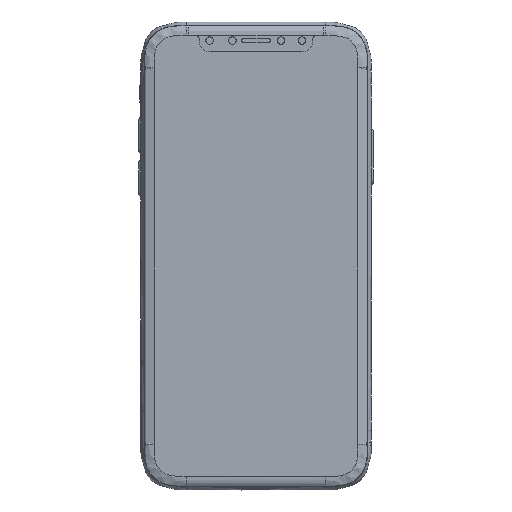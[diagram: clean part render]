
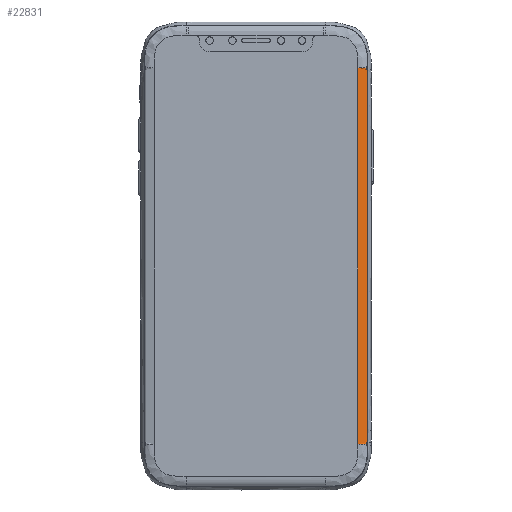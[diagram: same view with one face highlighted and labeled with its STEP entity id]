
A CAD part, top view. The second image highlights one B-rep face of the part: STEP entity #22831.
In plain terms, the highlighted free-form (B-spline) face has degree [3, 1] with [8, 2] control points.
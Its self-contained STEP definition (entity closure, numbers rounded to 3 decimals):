
#462 = VECTOR ( 'NONE', #25024, 1000. ) ;
#533 = CARTESIAN_POINT ( 'NONE',  ( 32.598, 57.704, 3.641 ) ) ;
#890 = DIRECTION ( 'NONE',  ( 0., 1., 0. ) ) ;
#1146 = EDGE_CURVE ( 'NONE', #31613, #27160, #34456, .T. ) ;
#1566 = CARTESIAN_POINT ( 'NONE',  ( 33.842, 57.704, 3.109 ) ) ;
#1798 = CARTESIAN_POINT ( 'NONE',  ( 34.147, 57.704, 2.875 ) ) ;
#1853 = CARTESIAN_POINT ( 'NONE',  ( 34.132, -57.007, 2.888 ) ) ;
#1909 = CARTESIAN_POINT ( 'NONE',  ( 33.681, 57.704, 3.263 ) ) ;
#2968 = ORIENTED_EDGE ( 'NONE', *, *, #35028, .F. ) ;
#3394 = CARTESIAN_POINT ( 'NONE',  ( 33.551, 57.704, 3.288 ) ) ;
#3591 = CARTESIAN_POINT ( 'NONE',  ( 33.737, 57.704, 3.178 ) ) ;
#4402 = VERTEX_POINT ( 'NONE', #17102 ) ;
#4777 = CARTESIAN_POINT ( 'NONE',  ( 32.702, 57.704, 3.703 ) ) ;
#5406 = CARTESIAN_POINT ( 'NONE',  ( 34.014, 57.007, 2.987 ) ) ;
#5807 = CARTESIAN_POINT ( 'NONE',  ( 32.604, -57.704, 3.64 ) ) ;
#6427 = FACE_OUTER_BOUND ( 'NONE', #18086, .T. ) ;
#6441 = CARTESIAN_POINT ( 'NONE',  ( 33.79, 57.704, 3.144 ) ) ;
#6755 = VERTEX_POINT ( 'NONE', #20798 ) ;
#7136 = LINE ( 'NONE', #13713, #462 ) ;
#7492 = CARTESIAN_POINT ( 'NONE',  ( 34.132, -57.007, 2.888 ) ) ;
#7600 = CARTESIAN_POINT ( 'NONE',  ( 31.684, 57.704, 3.72 ) ) ;
#8267 = CARTESIAN_POINT ( 'NONE',  ( 33.842, 57.007, 3.109 ) ) ;
#8351 = EDGE_CURVE ( 'NONE', #34598, #19173, #19587, .T. ) ;
#8668 = CARTESIAN_POINT ( 'NONE',  ( 31.446, -57.704, 3.72 ) ) ;
#8774 = EDGE_CURVE ( 'NONE', #27160, #33284, #19523, .T. ) ;
#8958 = CARTESIAN_POINT ( 'NONE',  ( 31.897, 57.704, 3.719 ) ) ;
#9121 = CARTESIAN_POINT ( 'NONE',  ( 33.842, -57.472, 3.109 ) ) ;
#9713 = CARTESIAN_POINT ( 'NONE',  ( 33.842, -57.704, 3.109 ) ) ;
#9997 = CARTESIAN_POINT ( 'NONE',  ( 33.842, 57.239, 3.109 ) ) ;
#10133 = EDGE_CURVE ( 'NONE', #19173, #6755, #26173, .T. ) ;
#10466 = CARTESIAN_POINT ( 'NONE',  ( 31.216, 57.704, 3.72 ) ) ;
#11959 = CARTESIAN_POINT ( 'NONE',  ( 33.842, -57.704, 3.109 ) ) ;
#12757 = CARTESIAN_POINT ( 'NONE',  ( 33.842, -57.007, 3.109 ) ) ;
#13176 = CARTESIAN_POINT ( 'NONE',  ( 34.142, -57.704, 2.88 ) ) ;
#13215 = CARTESIAN_POINT ( 'NONE',  ( 34.108, 57.007, 2.909 ) ) ;
#13222 = ORIENTED_EDGE ( 'NONE', *, *, #10133, .F. ) ;
#13286 = CARTESIAN_POINT ( 'NONE',  ( 31.21, 57.704, 3.72 ) ) ;
#13713 = CARTESIAN_POINT ( 'NONE',  ( 34.132, 0., 2.888 ) ) ;
#14101 = CARTESIAN_POINT ( 'NONE',  ( 33.682, -57.704, 3.21 ) ) ;
#14183 = VECTOR ( 'NONE', #890, 1000. ) ;
#14668 = CARTESIAN_POINT ( 'NONE',  ( 33.842, -57.239, 3.109 ) ) ;
#15381 = CARTESIAN_POINT ( 'NONE',  ( 33.737, -57.704, 3.178 ) ) ;
#16007 = CARTESIAN_POINT ( 'NONE',  ( 34.113, -57.704, 2.905 ) ) ;
#16568 = CARTESIAN_POINT ( 'NONE',  ( 31.228, -57.704, 3.72 ) ) ;
#17085 = CARTESIAN_POINT ( 'NONE',  ( 33.553, -57.704, 3.287 ) ) ;
#17102 = CARTESIAN_POINT ( 'NONE',  ( 34.132, 57.007, 2.888 ) ) ;
#17508 = CARTESIAN_POINT ( 'NONE',  ( 31.228, 57.704, 3.72 ) ) ;
#17634 = ORIENTED_EDGE ( 'NONE', *, *, #8351, .F. ) ;
#18086 = EDGE_LOOP ( 'NONE', ( #30263, #36160, #26271, #28555, #13222, #17634, #2968, #20419, #21432, #30665 ) ) ;
#18531 = CARTESIAN_POINT ( 'NONE',  ( 33.842, 57.472, 3.109 ) ) ;
#18816 = CARTESIAN_POINT ( 'NONE',  ( 34.108, -57.007, 2.909 ) ) ;
#18884 = CARTESIAN_POINT ( 'NONE',  ( 33.681, -57.704, 3.263 ) ) ;
#19016 = EDGE_CURVE ( 'NONE', #4402, #33284, #7136, .T. ) ;
#19018 = VERTEX_POINT ( 'NONE', #16568 ) ;
#19173 = VERTEX_POINT ( 'NONE', #29322 ) ;
#19523 = B_SPLINE_CURVE_WITH_KNOTS ( 'NONE', 3,
 ( #21421, #30115, #35781, #18816, #1853 ),
 .UNSPECIFIED., .F., .F.,
 ( 4, 1, 4 ),
 ( 0., 0.736, 1. ),
 .UNSPECIFIED. ) ;
#19525 = CARTESIAN_POINT ( 'NONE',  ( 34.132, 57.007, 2.888 ) ) ;
#19587 = B_SPLINE_CURVE_WITH_KNOTS ( 'NONE', 3,
 ( #17508, #31630, #8958, #533, #20356, #3394, #23210 ),
 .UNSPECIFIED., .F., .F.,
 ( 4, 1, 1, 1, 4 ),
 ( 0., 0.275, 0.55, 0.825, 1. ),
 .UNSPECIFIED. ) ;
#20356 = CARTESIAN_POINT ( 'NONE',  ( 33.199, 57.704, 3.463 ) ) ;
#20419 = ORIENTED_EDGE ( 'NONE', *, *, #31606, .F. ) ;
#20586 = EDGE_CURVE ( 'NONE', #23228, #6755, #26142, .T. ) ;
#20798 = CARTESIAN_POINT ( 'NONE',  ( 33.842, 57.704, 3.109 ) ) ;
#21421 = CARTESIAN_POINT ( 'NONE',  ( 33.842, -57.007, 3.109 ) ) ;
#21432 = ORIENTED_EDGE ( 'NONE', *, *, #31344, .F. ) ;
#21731 = CARTESIAN_POINT ( 'NONE',  ( 32.702, -57.704, 3.703 ) ) ;
#22773 = CARTESIAN_POINT ( 'NONE',  ( 33.204, -57.704, 3.461 ) ) ;
#22831 = ADVANCED_FACE ( 'NONE', ( #6427 ), #34607, .F. ) ;
#23208 = B_SPLINE_CURVE_WITH_KNOTS ( 'NONE', 3,
 ( #19525, #13215, #5406, #25251, #8267 ),
 .UNSPECIFIED., .F., .F.,
 ( 4, 1, 4 ),
 ( 0., 0.264, 1. ),
 .UNSPECIFIED. ) ;
#23210 = CARTESIAN_POINT ( 'NONE',  ( 33.682, 57.704, 3.21 ) ) ;
#23228 = VERTEX_POINT ( 'NONE', #25524 ) ;
#23423 = CARTESIAN_POINT ( 'NONE',  ( 33.682, 57.704, 3.21 ) ) ;
#24383 = CARTESIAN_POINT ( 'NONE',  ( 33.682, -57.704, 3.21 ) ) ;
#24607 = CARTESIAN_POINT ( 'NONE',  ( 31.684, -57.704, 3.72 ) ) ;
#25024 = DIRECTION ( 'NONE',  ( 0., -1., 0. ) ) ;
#25251 = CARTESIAN_POINT ( 'NONE',  ( 33.916, 57.007, 3.059 ) ) ;
#25407 = CARTESIAN_POINT ( 'NONE',  ( 33.842, -57.704, 3.109 ) ) ;
#25524 = CARTESIAN_POINT ( 'NONE',  ( 33.842, 57.007, 3.109 ) ) ;
#25657 = CARTESIAN_POINT ( 'NONE',  ( 31.9, -57.704, 3.719 ) ) ;
#26052 = EDGE_CURVE ( 'NONE', #4402, #23228, #23208, .T. ) ;
#26142 = B_SPLINE_CURVE_WITH_KNOTS ( 'NONE', 3,
 ( #29816, #9997, #18531, #1566 ),
 .UNSPECIFIED., .F., .F.,
 ( 4, 4 ),
 ( 0., 1. ),
 .UNSPECIFIED. ) ;
#26173 = B_SPLINE_CURVE_WITH_KNOTS ( 'NONE', 3,
 ( #23423, #3591, #6441, #26279 ),
 .UNSPECIFIED., .F., .F.,
 ( 4, 4 ),
 ( 0., 1. ),
 .UNSPECIFIED. ) ;
#26271 = ORIENTED_EDGE ( 'NONE', *, *, #26052, .T. ) ;
#26279 = CARTESIAN_POINT ( 'NONE',  ( 33.842, 57.704, 3.109 ) ) ;
#26686 = CARTESIAN_POINT ( 'NONE',  ( 33.79, -57.704, 3.144 ) ) ;
#27160 = VERTEX_POINT ( 'NONE', #12757 ) ;
#27439 = CARTESIAN_POINT ( 'NONE',  ( 31.216, -57.704, 3.72 ) ) ;
#28382 = VERTEX_POINT ( 'NONE', #24383 ) ;
#28470 = CARTESIAN_POINT ( 'NONE',  ( 31.228, -57.704, 3.72 ) ) ;
#28555 = ORIENTED_EDGE ( 'NONE', *, *, #20586, .T. ) ;
#29322 = CARTESIAN_POINT ( 'NONE',  ( 33.682, 57.704, 3.21 ) ) ;
#29816 = CARTESIAN_POINT ( 'NONE',  ( 33.842, 57.007, 3.109 ) ) ;
#30115 = CARTESIAN_POINT ( 'NONE',  ( 33.916, -57.007, 3.059 ) ) ;
#30178 = CARTESIAN_POINT ( 'NONE',  ( 34.147, -57.704, 2.875 ) ) ;
#30263 = ORIENTED_EDGE ( 'NONE', *, *, #8774, .T. ) ;
#30279 = CARTESIAN_POINT ( 'NONE',  ( 31.21, -57.704, 3.72 ) ) ;
#30665 = ORIENTED_EDGE ( 'NONE', *, *, #1146, .T. ) ;
#31344 = EDGE_CURVE ( 'NONE', #31613, #28382, #36702, .T. ) ;
#31606 = EDGE_CURVE ( 'NONE', #28382, #19018, #33957, .T. ) ;
#31613 = VERTEX_POINT ( 'NONE', #25407 ) ;
#31630 = CARTESIAN_POINT ( 'NONE',  ( 31.444, 57.704, 3.72 ) ) ;
#31788 = CARTESIAN_POINT ( 'NONE',  ( 33.842, -57.007, 3.109 ) ) ;
#32989 = CARTESIAN_POINT ( 'NONE',  ( 34.142, 57.704, 2.88 ) ) ;
#33284 = VERTEX_POINT ( 'NONE', #7492 ) ;
#33957 = B_SPLINE_CURVE_WITH_KNOTS ( 'NONE', 3,
 ( #14101, #17085, #22773, #5807, #25657, #8668, #28470 ),
 .UNSPECIFIED., .F., .F.,
 ( 4, 1, 1, 1, 4 ),
 ( 0., 0.171, 0.448, 0.724, 1. ),
 .UNSPECIFIED. ) ;
#34456 = B_SPLINE_CURVE_WITH_KNOTS ( 'NONE', 3,
 ( #11959, #9121, #14668, #31788 ),
 .UNSPECIFIED., .F., .F.,
 ( 4, 4 ),
 ( 0., 1. ),
 .UNSPECIFIED. ) ;
#34598 = VERTEX_POINT ( 'NONE', #35363 ) ;
#34607 = B_SPLINE_SURFACE_WITH_KNOTS ( 'NONE', 3, 1, ( 
 ( #30178, #1798 ),
 ( #13176, #32989 ),
 ( #16007, #35834 ),
 ( #18884, #1909 ),
 ( #21731, #4777 ),
 ( #24607, #7600 ),
 ( #27439, #10466 ),
 ( #30279, #13286 ) ),
 .UNSPECIFIED., .F., .F., .F.,
 ( 4, 1, 1, 1, 1, 4 ),
 ( 2, 2 ),
 ( 0.025, 0.03, 0.058, 0.512, 0.966, 0.972 ),
 ( 0., 1. ),
 .UNSPECIFIED. ) ;
#34825 = CARTESIAN_POINT ( 'NONE',  ( 31.228, 0., 3.72 ) ) ;
#35028 = EDGE_CURVE ( 'NONE', #19018, #34598, #35915, .T. ) ;
#35196 = CARTESIAN_POINT ( 'NONE',  ( 33.682, -57.704, 3.21 ) ) ;
#35363 = CARTESIAN_POINT ( 'NONE',  ( 31.228, 57.704, 3.72 ) ) ;
#35781 = CARTESIAN_POINT ( 'NONE',  ( 34.014, -57.007, 2.987 ) ) ;
#35834 = CARTESIAN_POINT ( 'NONE',  ( 34.113, 57.704, 2.905 ) ) ;
#35915 = LINE ( 'NONE', #34825, #14183 ) ;
#36160 = ORIENTED_EDGE ( 'NONE', *, *, #19016, .F. ) ;
#36702 = B_SPLINE_CURVE_WITH_KNOTS ( 'NONE', 3,
 ( #9713, #26686, #15381, #35196 ),
 .UNSPECIFIED., .F., .F.,
 ( 4, 4 ),
 ( 0., 1. ),
 .UNSPECIFIED. ) ;
